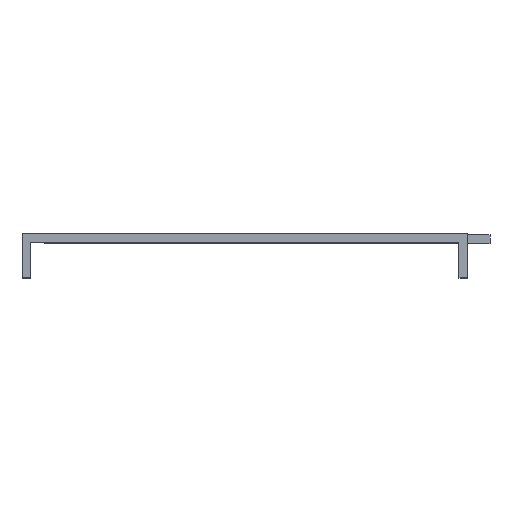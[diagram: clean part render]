
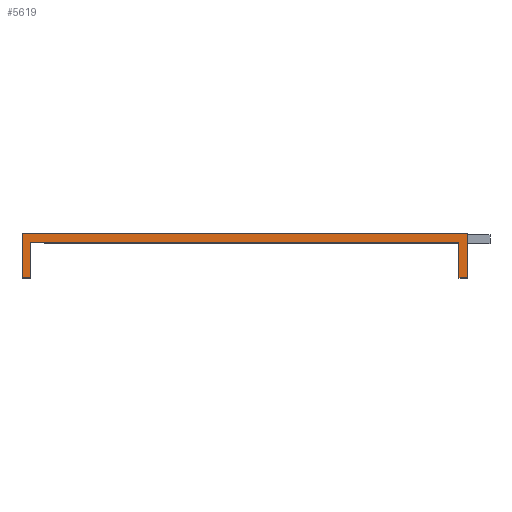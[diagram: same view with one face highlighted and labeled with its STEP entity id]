
A CAD part, top view. The second image highlights one B-rep face of the part: STEP entity #5619.
In plain terms, the highlighted planar face has unit normal (0, 0, 1).
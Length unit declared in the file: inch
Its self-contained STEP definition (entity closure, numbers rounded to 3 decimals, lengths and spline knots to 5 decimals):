
#16 = EDGE_CURVE ( 'NONE', #1316, #4424, #3026, .T. ) ;
#31 = EDGE_CURVE ( 'NONE', #3362, #2204, #1180, .T. ) ;
#54 = VERTEX_POINT ( 'NONE', #6068 ) ;
#121 = CARTESIAN_POINT ( 'NONE',  ( 5.87343, -0.5, 8.4569 ) ) ;
#249 = DIRECTION ( 'NONE',  ( -1., 0., 0. ) ) ;
#295 = VECTOR ( 'NONE', #1644, 39.37008 ) ;
#466 = CARTESIAN_POINT ( 'NONE',  ( 5.99843, -0.5, 8.4569 ) ) ;
#697 = VECTOR ( 'NONE', #2583, 39.37008 ) ;
#746 = EDGE_CURVE ( 'NONE', #3414, #54, #5659, .T. ) ;
#966 = DIRECTION ( 'NONE',  ( -1., 0., 0. ) ) ;
#999 = DIRECTION ( 'NONE',  ( -1., 0., 0. ) ) ;
#1023 = EDGE_LOOP ( 'NONE', ( #5744, #4260, #5831, #5887, #3724, #1815, #4571, #5992 ) ) ;
#1153 = VECTOR ( 'NONE', #4883, 39.37008 ) ;
#1180 = LINE ( 'NONE', #3461, #295 ) ;
#1316 = VERTEX_POINT ( 'NONE', #2176 ) ;
#1491 = CARTESIAN_POINT ( 'NONE',  ( -0.31407, 0.125, 8.4569 ) ) ;
#1611 = EDGE_CURVE ( 'NONE', #2204, #5469, #2137, .T. ) ;
#1644 = DIRECTION ( 'NONE',  ( 0., 1., 0. ) ) ;
#1815 = ORIENTED_EDGE ( 'NONE', *, *, #746, .F. ) ;
#1892 = EDGE_CURVE ( 'NONE', #54, #5469, #5355, .T. ) ;
#1909 = CARTESIAN_POINT ( 'NONE',  ( -0.18907, 0., 8.4569 ) ) ;
#1967 = LINE ( 'NONE', #4965, #2604 ) ;
#1978 = EDGE_CURVE ( 'NONE', #5580, #3414, #2634, .T. ) ;
#2085 = EDGE_CURVE ( 'NONE', #3362, #4424, #5909, .T. ) ;
#2137 = LINE ( 'NONE', #5542, #5529 ) ;
#2164 = CARTESIAN_POINT ( 'NONE',  ( 5.99843, -0.5, 8.4569 ) ) ;
#2176 = CARTESIAN_POINT ( 'NONE',  ( -0.31407, 0.125, 8.4569 ) ) ;
#2204 = VERTEX_POINT ( 'NONE', #1909 ) ;
#2343 = VECTOR ( 'NONE', #4541, 39.37008 ) ;
#2438 = DIRECTION ( 'NONE',  ( 0., 0., -1. ) ) ;
#2583 = DIRECTION ( 'NONE',  ( 0., -1., 0. ) ) ;
#2604 = VECTOR ( 'NONE', #4397, 39.37008 ) ;
#2634 = LINE ( 'NONE', #5561, #2343 ) ;
#2662 = CARTESIAN_POINT ( 'NONE',  ( 5.87343, 0., 8.4569 ) ) ;
#2910 = FACE_OUTER_BOUND ( 'NONE', #1023, .T. ) ;
#3026 = LINE ( 'NONE', #3891, #697 ) ;
#3204 = AXIS2_PLACEMENT_3D ( 'NONE', #1491, #2438, #966 ) ;
#3362 = VERTEX_POINT ( 'NONE', #5733 ) ;
#3414 = VERTEX_POINT ( 'NONE', #2164 ) ;
#3461 = CARTESIAN_POINT ( 'NONE',  ( -0.18907, -0.5, 8.4569 ) ) ;
#3664 = DIRECTION ( 'NONE',  ( 1., 0., 0. ) ) ;
#3724 = ORIENTED_EDGE ( 'NONE', *, *, #1892, .F. ) ;
#3891 = CARTESIAN_POINT ( 'NONE',  ( -0.31407, 0.125, 8.4569 ) ) ;
#4039 = VECTOR ( 'NONE', #249, 39.37008 ) ;
#4244 = CARTESIAN_POINT ( 'NONE',  ( 5.99843, 0.125, 8.4569 ) ) ;
#4260 = ORIENTED_EDGE ( 'NONE', *, *, #2085, .F. ) ;
#4272 = PLANE ( 'NONE',  #3204 ) ;
#4397 = DIRECTION ( 'NONE',  ( 1., 0., 0. ) ) ;
#4424 = VERTEX_POINT ( 'NONE', #6047 ) ;
#4541 = DIRECTION ( 'NONE',  ( 0., -1., 0. ) ) ;
#4571 = ORIENTED_EDGE ( 'NONE', *, *, #1978, .F. ) ;
#4608 = EDGE_CURVE ( 'NONE', #1316, #5580, #1967, .T. ) ;
#4883 = DIRECTION ( 'NONE',  ( 0., 1., 0. ) ) ;
#4965 = CARTESIAN_POINT ( 'NONE',  ( -0.31407, 0.125, 8.4569 ) ) ;
#5093 = CARTESIAN_POINT ( 'NONE',  ( -0.31407, -0.5, 8.4569 ) ) ;
#5355 = LINE ( 'NONE', #121, #1153 ) ;
#5469 = VERTEX_POINT ( 'NONE', #2662 ) ;
#5529 = VECTOR ( 'NONE', #3664, 39.37008 ) ;
#5542 = CARTESIAN_POINT ( 'NONE',  ( -0.31407, 0., 8.4569 ) ) ;
#5561 = CARTESIAN_POINT ( 'NONE',  ( 5.99843, 0.125, 8.4569 ) ) ;
#5580 = VERTEX_POINT ( 'NONE', #4244 ) ;
#5615 = VECTOR ( 'NONE', #999, 39.37008 ) ;
#5619 = ADVANCED_FACE ( 'NONE', ( #2910 ), #4272, .F. ) ;
#5659 = LINE ( 'NONE', #466, #5615 ) ;
#5733 = CARTESIAN_POINT ( 'NONE',  ( -0.18907, -0.5, 8.4569 ) ) ;
#5744 = ORIENTED_EDGE ( 'NONE', *, *, #16, .T. ) ;
#5831 = ORIENTED_EDGE ( 'NONE', *, *, #31, .T. ) ;
#5887 = ORIENTED_EDGE ( 'NONE', *, *, #1611, .T. ) ;
#5909 = LINE ( 'NONE', #5093, #4039 ) ;
#5992 = ORIENTED_EDGE ( 'NONE', *, *, #4608, .F. ) ;
#6047 = CARTESIAN_POINT ( 'NONE',  ( -0.31407, -0.5, 8.4569 ) ) ;
#6068 = CARTESIAN_POINT ( 'NONE',  ( 5.87343, -0.5, 8.4569 ) ) ;
